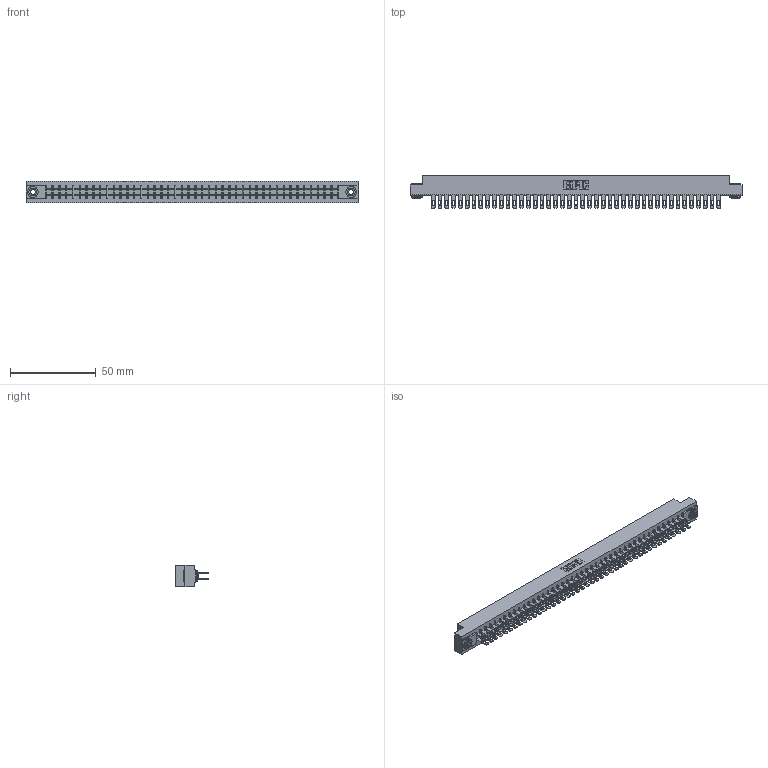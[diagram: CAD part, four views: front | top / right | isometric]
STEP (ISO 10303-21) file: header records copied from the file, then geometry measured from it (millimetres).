
FILE_DESCRIPTION (( 'STEP AP203' ), '1' );
FILE_NAME ('315-086-500-203.STEP', '2019-09-11T00:08:15', ( '' ), ( '' ), 'SwSTEP 2.0', 'SolidWorks 2016', '' );
FILE_SCHEMA (( 'CONFIG_CONTROL_DESIGN' ));
Length unit declared in the file: inch
Products named in the file (4): 345-250-002_345-250-002-102; 305-290-001_500; 305 Part_.156 Dia; 315-086-500-203
Assembly tree (89 placements, depth 2):
  315-086-500-203
    305 Part_.156 Dia
    305-290-001_500  x86
    345-250-002_345-250-002-102  x2
Bounding box: 193.4 x 18.85 x 12.7 mm (x, y, z)
Volume: 20449.7 mm3; surface area: 27971.6 mm2
Topology: 89 solids, 89 shells, 4468 faces, 12769 edges, 8278 vertices
Faces by surface type: plane 2500, cylinder 1788, sphere 172, cone 8
Entity records: 47523 total; most frequent: CARTESIAN_POINT 7844, ORIENTED_EDGE 7778, DIRECTION 7605, EDGE_CURVE 3889, VECTOR 3135, LINE 3135, VERTEX_POINT 2474, AXIS2_PLACEMENT_3D 2235
